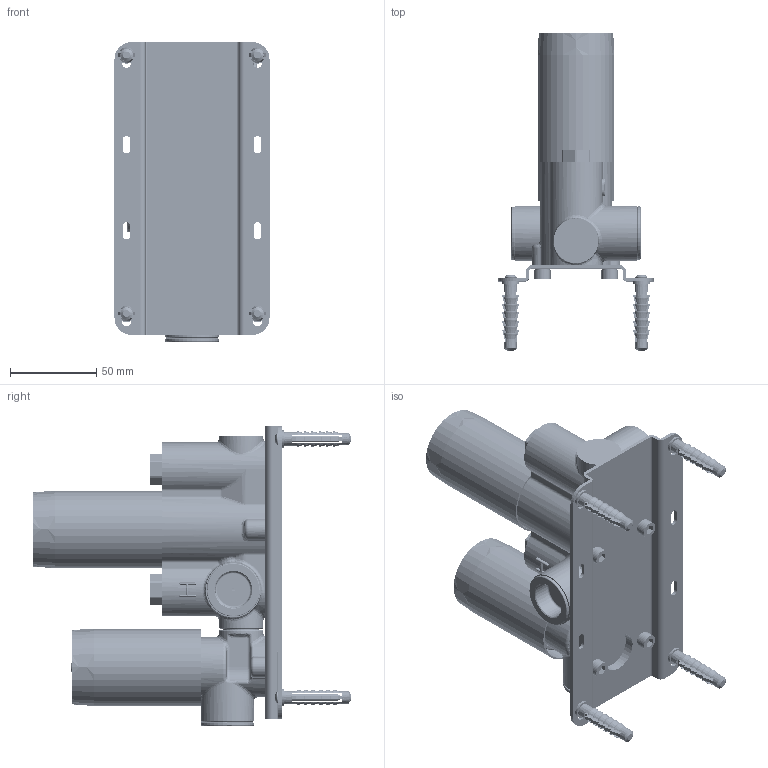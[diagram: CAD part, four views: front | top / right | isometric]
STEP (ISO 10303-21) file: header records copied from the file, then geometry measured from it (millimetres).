
FILE_DESCRIPTION((''),'2;1');
FILE_NAME('SJ0014_ASM','2019-11-18T09:41:46',('25393'),(''),'CREO PARAMETRIC BY PTC INC, 2018020','CREO PARAMETRIC BY PTC INC, 2018020','');
FILE_SCHEMA(('CONFIG_CONTROL_DESIGN'));
Products named in the file (36): SJ001202; MANIFOLD_SOLID_BREP_28054; MANIFOLD_SOLID_BREP_28161; MANIFOLD_SOLID_BREP_28268; SJ001302_ASM; SJ001303; SJ001304; SJ001305; SJ001306; SJ001307; O-RING20X2; SJ001308; SJ001309; SJ001310; M4X19-YZ; SJ001311; SJ001312; SJ001313; SJ001201; M6X9-YZ; SJ001315; O-RING7X1; SJ001321; KKFX; SJ001322; S140209; SJ001319; 8RM4X50; SJ001320; O-RING17X2; DP9X4_2X0_8; 8ST4X38; 8STG4X40; 8TD611616; SJ001323; SJ0014_ASM
Assembly tree (58 placements, depth 3):
  SJ0014_ASM
    SJ001202
    SJ001302_ASM
      MANIFOLD_SOLID_BREP_28054
      MANIFOLD_SOLID_BREP_28161
      MANIFOLD_SOLID_BREP_28268
    SJ001303
    SJ001304
    SJ001305  x2
    SJ001306  x2
    SJ001307  x2
    O-RING20X2  x2
    SJ001308  x2
    SJ001309
    SJ001310
    M4X19-YZ
    SJ001311  x2
    SJ001312
    SJ001313
    SJ001201
    M6X9-YZ  x4
    SJ001315
    O-RING7X1  x4
    SJ001321
    KKFX
    SJ001322
    S140209
    SJ001319
    8RM4X50
    SJ001320
    O-RING17X2  x2
    DP9X4_2X0_8
    8ST4X38  x4
    8STG4X40  x4
    8TD611616  x4
    SJ001323  x2
Bounding box: 90 x 184 x 174 mm (x, y, z)
Volume: 314432.5 mm3; surface area: 267096.2 mm2
Topology: 57 solids, 62 shells, 8083 faces, 23715 edges, 15681 vertices
Faces by surface type: cylinder 5859, plane 1404, cone 284, bspline 263, torus 236, sphere 37
Entity records: 246156 total; most frequent: CARTESIAN_POINT 115330, ORIENTED_EDGE 29864, DIRECTION 21505, EDGE_CURVE 14938, VERTEX_POINT 9868, AXIS2_PLACEMENT_3D 7877, EDGE_LOOP 7588, B_SPLINE_CURVE_WITH_KNOTS 6339
